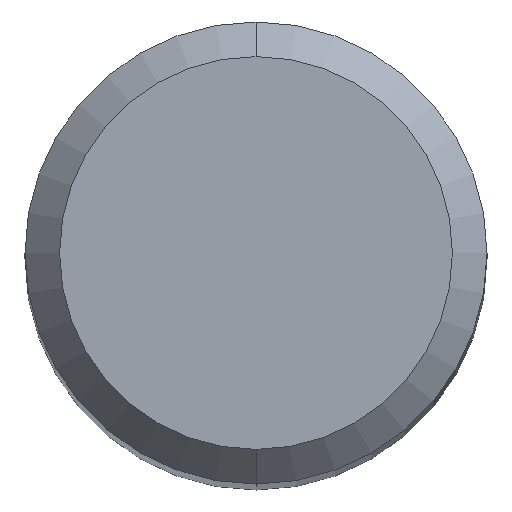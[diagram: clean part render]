
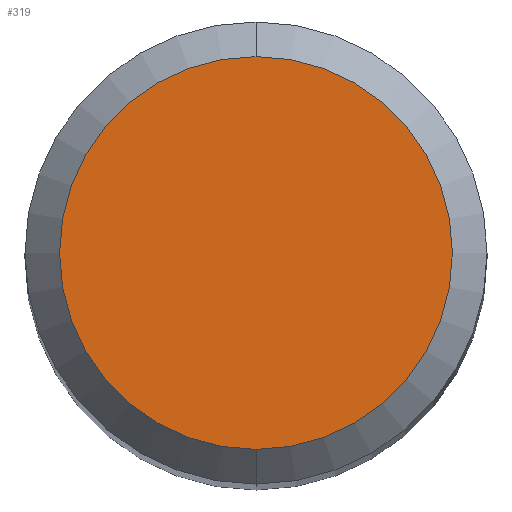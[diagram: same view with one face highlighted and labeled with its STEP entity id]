
A CAD part, top view. The second image highlights one B-rep face of the part: STEP entity #319.
In plain terms, the highlighted planar face has unit normal (0, 0, 1).
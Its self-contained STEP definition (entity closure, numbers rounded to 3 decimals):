
#185=EDGE_CURVE('',#345,#429,#493,.T.);
#319=ADVANCED_FACE('',(#640),#641,.T.);
#345=VERTEX_POINT('',#668);
#367=EDGE_CURVE('',#429,#345,#692,.T.);
#429=VERTEX_POINT('',#764);
#493=CIRCLE('',#833,1.7);
#640=FACE_OUTER_BOUND('',#1170,.T.);
#641=PLANE('',#1171);
#668=CARTESIAN_POINT('',(0.,-1.7,0.0));
#692=CIRCLE('',#1245,1.7);
#764=CARTESIAN_POINT('',(0.0,1.7,0.0));
#833=AXIS2_PLACEMENT_3D('',#1455,#1456,#1457);
#1170=EDGE_LOOP('',(#1623,#1624));
#1171=AXIS2_PLACEMENT_3D('',#1625,#1626,#1627);
#1245=AXIS2_PLACEMENT_3D('',#1667,#1668,#1669);
#1455=CARTESIAN_POINT('',(0.0,0.0,0.0));
#1456=DIRECTION('',(0.0,0.0,-1.0));
#1457=DIRECTION('',(0.0,1.0,0.0));
#1623=ORIENTED_EDGE('',*,*,#367,.F.);
#1624=ORIENTED_EDGE('',*,*,#185,.F.);
#1625=CARTESIAN_POINT('',(0.0,0.85,0.0));
#1626=DIRECTION('',(-0.0,0.0,1.0));
#1627=DIRECTION('',(0.0,-1.0,0.0));
#1667=CARTESIAN_POINT('',(0.0,0.0,0.0));
#1668=DIRECTION('',(0.0,0.0,-1.0));
#1669=DIRECTION('',(0.0,1.0,0.0));
